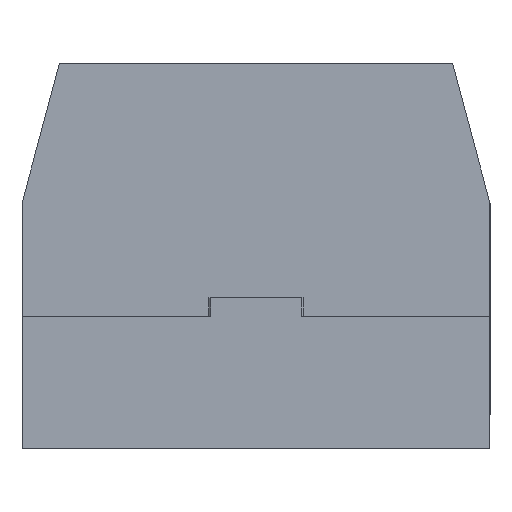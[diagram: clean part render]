
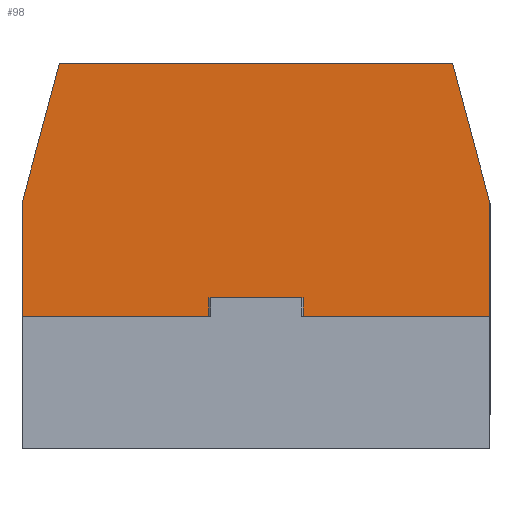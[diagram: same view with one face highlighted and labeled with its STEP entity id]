
A CAD part, left-side view. The second image highlights one B-rep face of the part: STEP entity #98.
In plain terms, the highlighted planar face has unit normal (-1, 0, 0).
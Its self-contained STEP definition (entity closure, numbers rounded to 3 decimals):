
#57=FACE_OUTER_BOUND('',#202,.T.);
#98=ADVANCED_FACE('',(#57),#143,.F.);
#143=PLANE('',#926);
#202=EDGE_LOOP('',(#352,#353,#354,#355,#356,#357));
#352=ORIENTED_EDGE('',*,*,#635,.F.);
#353=ORIENTED_EDGE('',*,*,#636,.T.);
#354=ORIENTED_EDGE('',*,*,#596,.F.);
#355=ORIENTED_EDGE('',*,*,#591,.F.);
#356=ORIENTED_EDGE('',*,*,#634,.F.);
#357=ORIENTED_EDGE('',*,*,#610,.F.);
#510=VERTEX_POINT('',#1257);
#511=VERTEX_POINT('',#1259);
#515=VERTEX_POINT('',#1269);
#525=VERTEX_POINT('',#1297);
#526=VERTEX_POINT('',#1298);
#546=VERTEX_POINT('',#1346);
#591=EDGE_CURVE('',#510,#511,#694,.T.);
#596=EDGE_CURVE('',#511,#515,#699,.T.);
#610=EDGE_CURVE('',#525,#526,#711,.T.);
#634=EDGE_CURVE('',#526,#510,#735,.T.);
#635=EDGE_CURVE('',#546,#525,#736,.T.);
#636=EDGE_CURVE('',#546,#515,#737,.T.);
#694=LINE('',#1258,#786);
#699=LINE('',#1268,#791);
#711=LINE('',#1296,#803);
#735=LINE('',#1343,#827);
#736=LINE('',#1345,#828);
#737=LINE('',#1347,#829);
#786=VECTOR('',#1019,1.);
#791=VECTOR('',#1026,1.);
#803=VECTOR('',#1050,1.);
#827=VECTOR('',#1078,1.);
#828=VECTOR('',#1081,1.);
#829=VECTOR('',#1082,1.);
#926=AXIS2_PLACEMENT_3D('',#1348,#1083,#1084);
#1019=DIRECTION('',(0.,0.,1.));
#1026=DIRECTION('',(0.,-0.259,0.966));
#1050=DIRECTION('',(0.,0.,-1.));
#1078=DIRECTION('',(0.,1.,0.));
#1081=DIRECTION('',(0.,-0.259,-0.966));
#1082=DIRECTION('',(0.,1.,0.));
#1083=DIRECTION('',(1.,0.,0.));
#1084=DIRECTION('',(0.,0.,-1.));
#1257=CARTESIAN_POINT('',(0.,62.,0.));
#1258=CARTESIAN_POINT('',(0.,62.,30.));
#1259=CARTESIAN_POINT('',(0.,62.,30.));
#1268=CARTESIAN_POINT('',(0.,52.086,67.));
#1269=CARTESIAN_POINT('',(0.,52.086,67.));
#1296=CARTESIAN_POINT('',(0.,-62.,-35.));
#1297=CARTESIAN_POINT('',(0.,-62.,30.));
#1298=CARTESIAN_POINT('',(0.,-62.,0.));
#1343=CARTESIAN_POINT('',(0.,-165.279,0.));
#1345=CARTESIAN_POINT('',(0.,-62.,30.));
#1346=CARTESIAN_POINT('',(0.,-52.086,67.));
#1347=CARTESIAN_POINT('',(0.,-165.279,67.));
#1348=CARTESIAN_POINT('',(0.,-165.279,0.));
